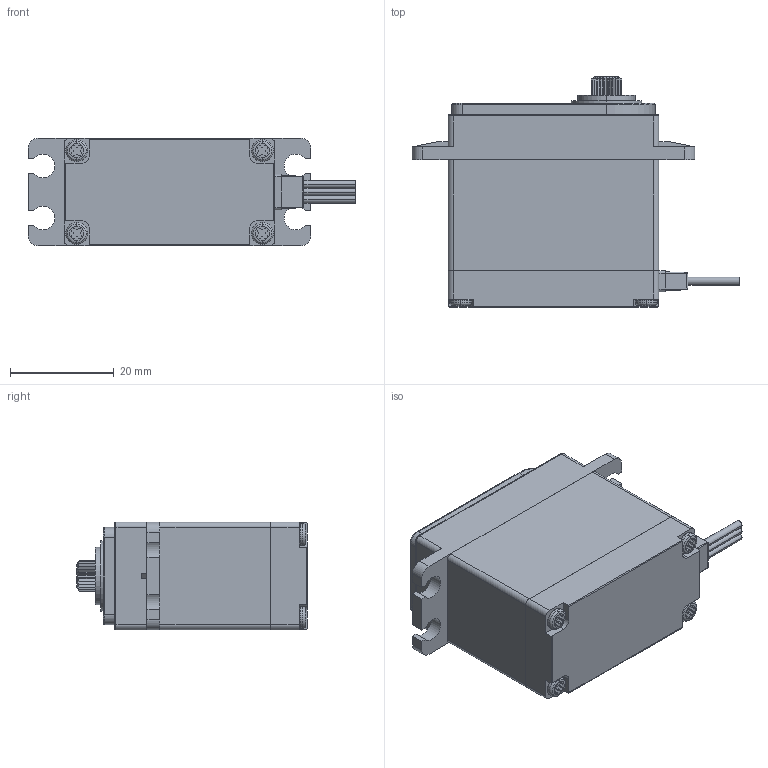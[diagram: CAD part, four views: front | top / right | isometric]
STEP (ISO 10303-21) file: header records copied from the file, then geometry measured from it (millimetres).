
FILE_DESCRIPTION (( 'STEP AP214' ), '1' );
FILE_NAME ('Servo TD8320MG-TD8325MG.STEP', '2024-08-20T10:53:54', ( '' ), ( '' ), 'SwSTEP 2.0', 'SolidWorks 2022', '' );
FILE_SCHEMA (( 'AUTOMOTIVE_DESIGN' ));
Length unit declared in the file: millimetre
Products named in the file (1): Servo TD8320MG-TD8325MG
Bounding box: 63.05 x 44.25 x 20.7 mm (x, y, z)
Volume: 33326.6 mm3; surface area: 7522.6 mm2
Topology: 1 solids, 1 shells, 413 faces, 1116 edges, 716 vertices
Faces by surface type: plane 200, cylinder 170, torus 24, cone 15, bspline 4
Entity records: 18827 total; most frequent: CARTESIAN_POINT 3690, DIRECTION 2263, ORIENTED_EDGE 2224, EDGE_CURVE 1112, AXIS2_PLACEMENT_3D 805, VERTEX_POINT 716, LINE 653, VECTOR 653
